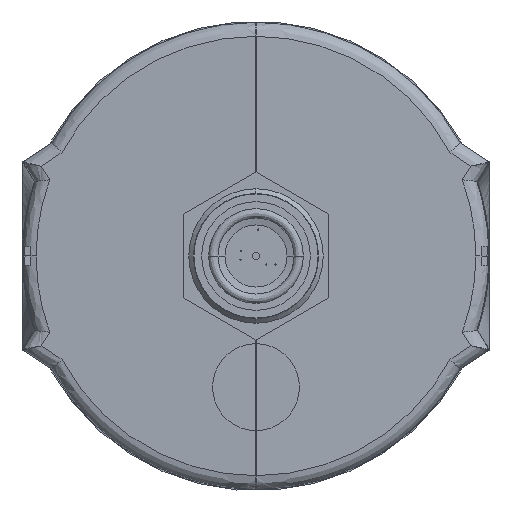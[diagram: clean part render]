
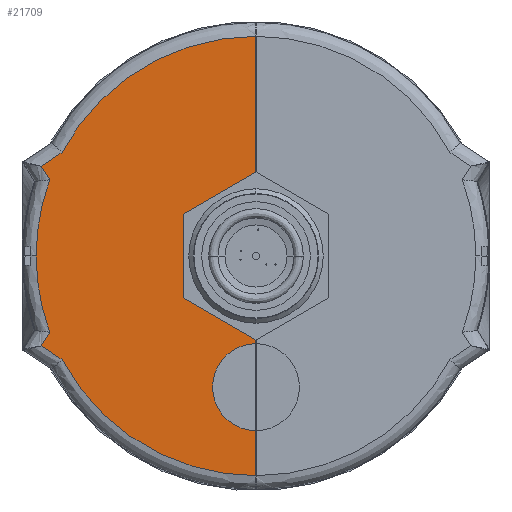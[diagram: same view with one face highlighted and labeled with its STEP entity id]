
A CAD part, front view. The second image highlights one B-rep face of the part: STEP entity #21709.
In plain terms, the highlighted planar face has unit normal (-0.018, -1, 0).
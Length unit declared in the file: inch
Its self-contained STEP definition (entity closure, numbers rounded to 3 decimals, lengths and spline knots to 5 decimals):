
#128 = CARTESIAN_POINT ( 'NONE',  ( -1.24935, 1.21552, 0.66729 ) ) ;
#160 = CARTESIAN_POINT ( 'NONE',  ( -1.29409, 1.2163, 0.63768 ) ) ;
#173 = CARTESIAN_POINT ( 'NONE',  ( -1.33883, 1.21709, 0.60808 ) ) ;
#174 = CARTESIAN_POINT ( 'NONE',  ( -1.38358, 1.21787, 0.57847 ) ) ;
#1710 = ORIENTED_EDGE ( 'NONE', *, *, #4123, .F. ) ;
#1712 = ORIENTED_EDGE ( 'NONE', *, *, #4122, .T. ) ;
#1735 = ORIENTED_EDGE ( 'NONE', *, *, #3860, .T. ) ;
#1760 = ORIENTED_EDGE ( 'NONE', *, *, #7975, .T. ) ;
#1763 = ORIENTED_EDGE ( 'NONE', *, *, #7684, .T. ) ;
#1776 = ORIENTED_EDGE ( 'NONE', *, *, #3849, .T. ) ;
#1786 = ORIENTED_EDGE ( 'NONE', *, *, #3866, .T. ) ;
#1789 = ORIENTED_EDGE ( 'NONE', *, *, #3862, .T. ) ;
#2848 =( BOUNDED_CURVE ( )  B_SPLINE_CURVE ( 3, ( #17003, #16972, #17010, #17012 ),
 .UNSPECIFIED., .F., .F. ) 
 B_SPLINE_CURVE_WITH_KNOTS ( ( 4, 4 ),
 ( 0.49109, 1.57191 ),
 .UNSPECIFIED. ) 
 CURVE ( )  GEOMETRIC_REPRESENTATION_ITEM ( )  RATIONAL_B_SPLINE_CURVE ( ( 1., 0.905, 0.905, 1. ) ) 
 REPRESENTATION_ITEM ( '' )  );
#3069 = B_SPLINE_CURVE_WITH_KNOTS ( 'NONE', 3,
 ( #12516, #12496, #12484, #12483 ),
 .UNSPECIFIED., .F., .F.,
 ( 4, 4 ),
 ( 0., 0.00262 ),
 .UNSPECIFIED. ) ;
#3118 = B_SPLINE_CURVE_WITH_KNOTS ( 'NONE', 3,
 ( #14091, #14172, #13909, #14001 ),
 .UNSPECIFIED., .F., .F.,
 ( 4, 4 ),
 ( 0., 0.00262 ),
 .UNSPECIFIED. ) ;
#3119 = B_SPLINE_CURVE_WITH_KNOTS ( 'NONE', 3,
 ( #12478, #12479, #12472, #12471 ),
 .UNSPECIFIED., .F., .F.,
 ( 4, 4 ),
 ( 0., 0.00409 ),
 .UNSPECIFIED. ) ;
#3125 =( BOUNDED_CURVE ( )  B_SPLINE_CURVE ( 3, ( #16950, #13911, #14067, #14074 ),
 .UNSPECIFIED., .F., .T. ) 
 B_SPLINE_CURVE_WITH_KNOTS ( ( 4, 4 ),
 ( 0., 0.35442 ),
 .UNSPECIFIED. ) 
 CURVE ( )  GEOMETRIC_REPRESENTATION_ITEM ( )  RATIONAL_B_SPLINE_CURVE ( ( 1., 0.99, 0.99, 1. ) ) 
 REPRESENTATION_ITEM ( '' )  );
#3169 = B_SPLINE_CURVE_WITH_KNOTS ( 'NONE', 3,
 ( #128, #160, #173, #174 ),
 .UNSPECIFIED., .F., .F.,
 ( 4, 4 ),
 ( 0., 0.00409 ),
 .UNSPECIFIED. ) ;
#3185 =( BOUNDED_CURVE ( )  B_SPLINE_CURVE ( 3, ( #13882, #13874, #13950, #13951 ),
 .UNSPECIFIED., .F., .F. ) 
 B_SPLINE_CURVE_WITH_KNOTS ( ( 4, 4 ),
 ( 5.92876, 6.28319 ),
 .UNSPECIFIED. ) 
 CURVE ( )  GEOMETRIC_REPRESENTATION_ITEM ( )  RATIONAL_B_SPLINE_CURVE ( ( 1., 0.99, 0.99, 1. ) ) 
 REPRESENTATION_ITEM ( '' )  );
#3210 =( BOUNDED_CURVE ( )  B_SPLINE_CURVE ( 3, ( #14012, #14009, #13930, #13852 ),
 .UNSPECIFIED., .F., .F. ) 
 B_SPLINE_CURVE_WITH_KNOTS ( ( 4, 4 ),
 ( 4.71128, 5.7921 ),
 .UNSPECIFIED. ) 
 CURVE ( )  GEOMETRIC_REPRESENTATION_ITEM ( )  RATIONAL_B_SPLINE_CURVE ( ( 1., 0.905, 0.905, 1. ) ) 
 REPRESENTATION_ITEM ( '' )  );
#3250 =( BOUNDED_CURVE ( )  B_SPLINE_CURVE ( 3, ( #17030, #17024, #17025, #17031 ),
 .UNSPECIFIED., .F., .F. ) 
 B_SPLINE_CURVE_WITH_KNOTS ( ( 4, 4 ),
 ( 4.71239, 7.85398 ),
 .UNSPECIFIED. ) 
 CURVE ( )  GEOMETRIC_REPRESENTATION_ITEM ( )  RATIONAL_B_SPLINE_CURVE ( ( 1., 0.333, 0.333, 1. ) ) 
 REPRESENTATION_ITEM ( '' )  );
#3840 = EDGE_CURVE ( 'NONE', #21125, #21014, #18597, .T. ) ;
#3849 = EDGE_CURVE ( 'NONE', #21262, #21168, #3125, .T. ) ;
#3860 = EDGE_CURVE ( 'NONE', #21168, #21175, #3118, .T. ) ;
#3862 = EDGE_CURVE ( 'NONE', #21488, #21262, #3185, .T. ) ;
#3866 = EDGE_CURVE ( 'NONE', #21111, #21510, #3210, .T. ) ;
#4122 = EDGE_CURVE ( 'NONE', #20655, #21488, #3069, .T. ) ;
#4123 = EDGE_CURVE ( 'NONE', #21111, #20452, #18279, .T. ) ;
#4125 = EDGE_CURVE ( 'NONE', #21175, #21006, #3119, .T. ) ;
#7068 = CARTESIAN_POINT ( 'NONE',  ( 0., 1.19372, 1.505 ) ) ;
#7069 = PLANE ( 'NONE',  #22136 ) ;
#7161 = DIRECTION ( 'NONE',  ( -0.017, -1., 0. ) ) ;
#7162 = DIRECTION ( 'NONE',  ( -1., 0.017, 0. ) ) ;
#7680 = EDGE_CURVE ( 'NONE', #21006, #21014, #2848, .T. ) ;
#7684 = EDGE_CURVE ( 'NONE', #21125, #20452, #3250, .T. ) ;
#7975 = EDGE_CURVE ( 'NONE', #21510, #20655, #3169, .T. ) ;
#9273 = CARTESIAN_POINT ( 'NONE',  ( -1.24935, 1.21552, -0.66729 ) ) ;
#9280 = CARTESIAN_POINT ( 'NONE',  ( 0., 1.19372, -1.415 ) ) ;
#9376 = CARTESIAN_POINT ( 'NONE',  ( 0., 1.19372, 1.415 ) ) ;
#9390 = CARTESIAN_POINT ( 'NONE',  ( 0., 1.19372, -0.375 ) ) ;
#9433 = CARTESIAN_POINT ( 'NONE',  ( -1.32862, 1.21691, -0.49107 ) ) ;
#9440 = CARTESIAN_POINT ( 'NONE',  ( -1.38358, 1.21787, -0.57847 ) ) ;
#9527 = CARTESIAN_POINT ( 'NONE',  ( -1.41657, 1.21844, 0. ) ) ;
#10622 = CARTESIAN_POINT ( 'NONE',  ( 0., 1.19372, 0.375 ) ) ;
#10824 = CARTESIAN_POINT ( 'NONE',  ( -1.38358, 1.21787, 0.57847 ) ) ;
#11649 = FACE_OUTER_BOUND ( 'NONE', #21485, .T. ) ;
#12314 = ORIENTED_EDGE ( 'NONE', *, *, #4125, .T. ) ;
#12471 = CARTESIAN_POINT ( 'NONE',  ( -1.24935, 1.21552, -0.66729 ) ) ;
#12472 = CARTESIAN_POINT ( 'NONE',  ( -1.29409, 1.2163, -0.63768 ) ) ;
#12478 = CARTESIAN_POINT ( 'NONE',  ( -1.38358, 1.21787, -0.57847 ) ) ;
#12479 = CARTESIAN_POINT ( 'NONE',  ( -1.33883, 1.21709, -0.60808 ) ) ;
#12481 = DIRECTION ( 'NONE',  ( 0., 0., -1. ) ) ;
#12482 = CARTESIAN_POINT ( 'NONE',  ( 0., 1.19372, 1.505 ) ) ;
#12483 = CARTESIAN_POINT ( 'NONE',  ( -1.32862, 1.21691, 0.49107 ) ) ;
#12484 = CARTESIAN_POINT ( 'NONE',  ( -1.34694, 1.21723, 0.52021 ) ) ;
#12496 = CARTESIAN_POINT ( 'NONE',  ( -1.36526, 1.21755, 0.54934 ) ) ;
#12516 = CARTESIAN_POINT ( 'NONE',  ( -1.38358, 1.21787, 0.57847 ) ) ;
#13852 = CARTESIAN_POINT ( 'NONE',  ( -1.24935, 1.21552, 0.66729 ) ) ;
#13874 = CARTESIAN_POINT ( 'NONE',  ( -1.38695, 1.21793, 0.33347 ) ) ;
#13882 = CARTESIAN_POINT ( 'NONE',  ( -1.32862, 1.21691, 0.49107 ) ) ;
#13909 = CARTESIAN_POINT ( 'NONE',  ( -1.36526, 1.21755, -0.54934 ) ) ;
#13911 = CARTESIAN_POINT ( 'NONE',  ( -1.41657, 1.21844, -0.16805 ) ) ;
#13930 = CARTESIAN_POINT ( 'NONE',  ( -0.99645, 1.21111, 1.1402 ) ) ;
#13950 = CARTESIAN_POINT ( 'NONE',  ( -1.41657, 1.21844, 0.16805 ) ) ;
#13951 = CARTESIAN_POINT ( 'NONE',  ( -1.41657, 1.21844, 0. ) ) ;
#14001 = CARTESIAN_POINT ( 'NONE',  ( -1.38358, 1.21787, -0.57847 ) ) ;
#14009 = CARTESIAN_POINT ( 'NONE',  ( -0.53628, 1.20308, 1.41559 ) ) ;
#14012 = CARTESIAN_POINT ( 'NONE',  ( 0., 1.19372, 1.415 ) ) ;
#14067 = CARTESIAN_POINT ( 'NONE',  ( -1.38695, 1.21793, -0.33347 ) ) ;
#14074 = CARTESIAN_POINT ( 'NONE',  ( -1.32862, 1.21691, -0.49107 ) ) ;
#14091 = CARTESIAN_POINT ( 'NONE',  ( -1.32862, 1.21691, -0.49107 ) ) ;
#14172 = CARTESIAN_POINT ( 'NONE',  ( -1.34694, 1.21723, -0.52021 ) ) ;
#16950 = CARTESIAN_POINT ( 'NONE',  ( -1.41657, 1.21844, 0. ) ) ;
#16972 = CARTESIAN_POINT ( 'NONE',  ( -0.99645, 1.21111, -1.1402 ) ) ;
#17003 = CARTESIAN_POINT ( 'NONE',  ( -1.24935, 1.21552, -0.66729 ) ) ;
#17007 = DIRECTION ( 'NONE',  ( 0., 0., -1. ) ) ;
#17010 = CARTESIAN_POINT ( 'NONE',  ( -0.53628, 1.20308, -1.41559 ) ) ;
#17012 = CARTESIAN_POINT ( 'NONE',  ( 0., 1.19372, -1.415 ) ) ;
#17023 = CARTESIAN_POINT ( 'NONE',  ( 0., 1.19372, 1.505 ) ) ;
#17024 = CARTESIAN_POINT ( 'NONE',  ( -0.75, 1.20681, -0.375 ) ) ;
#17025 = CARTESIAN_POINT ( 'NONE',  ( -0.75, 1.20681, 0.375 ) ) ;
#17030 = CARTESIAN_POINT ( 'NONE',  ( 0., 1.19372, -0.375 ) ) ;
#17031 = CARTESIAN_POINT ( 'NONE',  ( 0., 1.19372, 0.375 ) ) ;
#18278 = VECTOR ( 'NONE', #12481, 39.37008 ) ;
#18279 = LINE ( 'NONE', #12482, #18278 ) ;
#18595 = VECTOR ( 'NONE', #17007, 39.37008 ) ;
#18597 = LINE ( 'NONE', #17023, #18595 ) ;
#18758 = CARTESIAN_POINT ( 'NONE',  ( -1.32862, 1.21691, 0.49107 ) ) ;
#18799 = CARTESIAN_POINT ( 'NONE',  ( -1.24935, 1.21552, 0.66729 ) ) ;
#19416 = ORIENTED_EDGE ( 'NONE', *, *, #3840, .F. ) ;
#19429 = ORIENTED_EDGE ( 'NONE', *, *, #7680, .T. ) ;
#20452 = VERTEX_POINT ( 'NONE', #10622 ) ;
#20655 = VERTEX_POINT ( 'NONE', #10824 ) ;
#21006 = VERTEX_POINT ( 'NONE', #9273 ) ;
#21014 = VERTEX_POINT ( 'NONE', #9280 ) ;
#21111 = VERTEX_POINT ( 'NONE', #9376 ) ;
#21125 = VERTEX_POINT ( 'NONE', #9390 ) ;
#21168 = VERTEX_POINT ( 'NONE', #9433 ) ;
#21175 = VERTEX_POINT ( 'NONE', #9440 ) ;
#21262 = VERTEX_POINT ( 'NONE', #9527 ) ;
#21485 = EDGE_LOOP ( 'NONE', ( #12314, #19429, #19416, #1763, #1710, #1786, #1760, #1712, #1789, #1776, #1735 ) ) ;
#21488 = VERTEX_POINT ( 'NONE', #18758 ) ;
#21510 = VERTEX_POINT ( 'NONE', #18799 ) ;
#21709 = ADVANCED_FACE ( 'NONE', ( #11649 ), #7069, .T. ) ;
#22136 = AXIS2_PLACEMENT_3D ( 'NONE', #7068, #7161, #7162 ) ;
